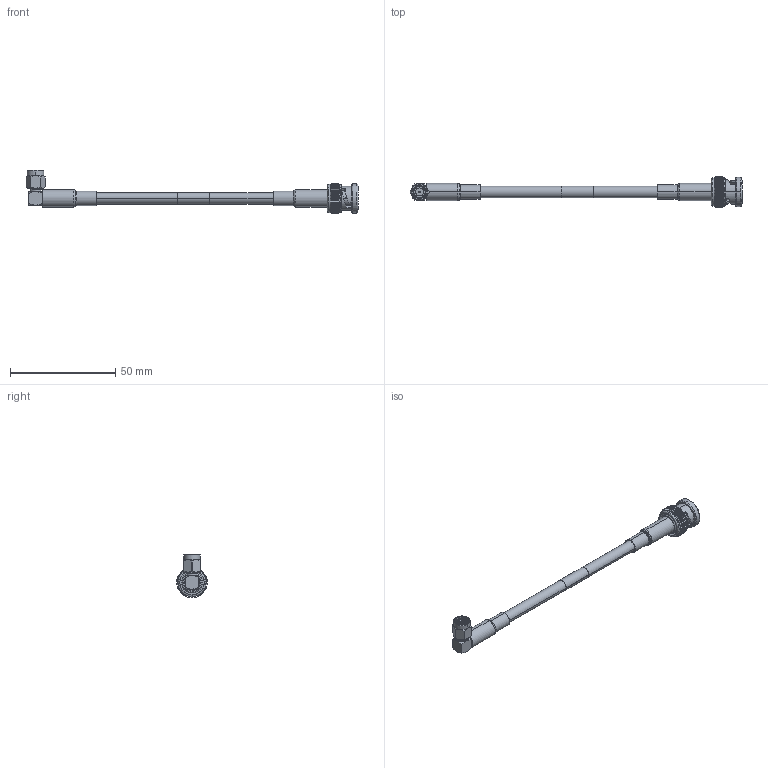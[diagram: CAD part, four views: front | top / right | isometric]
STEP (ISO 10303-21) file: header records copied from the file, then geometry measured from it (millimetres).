
FILE_DESCRIPTION (( 'STEP AP203' ), '1' );
FILE_NAME ('FMCA2676.STEP', '2022-03-09T16:04:04', ( '' ), ( '' ), 'SwSTEP 2.0', 'SolidWorks 2021', '' );
FILE_SCHEMA (( 'CONFIG_CONTROL_DESIGN' ));
Products named in the file (5): CA-240-MA1_1" Long; RG223_with label; SC6050; FMCN1567; FMCA2676
Assembly tree (5 placements, depth 2):
  FMCA2676
    RG223_with label
    FMCN1567
    SC6050
    CA-240-MA1_1" Long  x2
Bounding box: 157.48 x 14.46 x 20.57 mm (x, y, z)
Volume: 5557.5 mm3; surface area: 9384.6 mm2
Topology: 9 solids, 9 shells, 3771 faces, 8053 edges, 4322 vertices
Faces by surface type: bspline 2415, cylinder 723, plane 429, cone 186, torus 18
Entity records: 147217 total; most frequent: CARTESIAN_POINT 93848, ORIENTED_EDGE 16014, EDGE_CURVE 8007, DIRECTION 4696, VERTEX_POINT 4298, EDGE_LOOP 3785, ADVANCED_FACE 3749, FACE_OUTER_BOUND 3749
